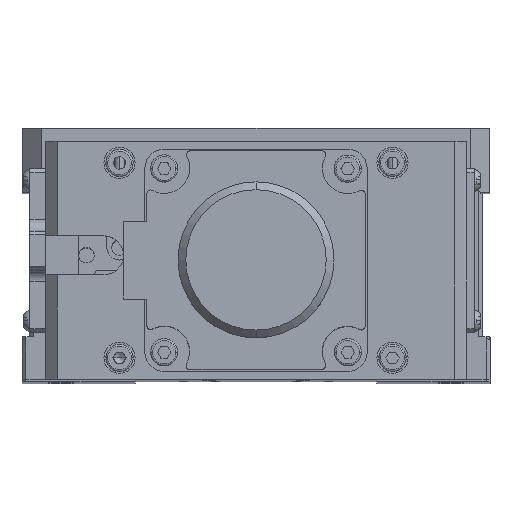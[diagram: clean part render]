
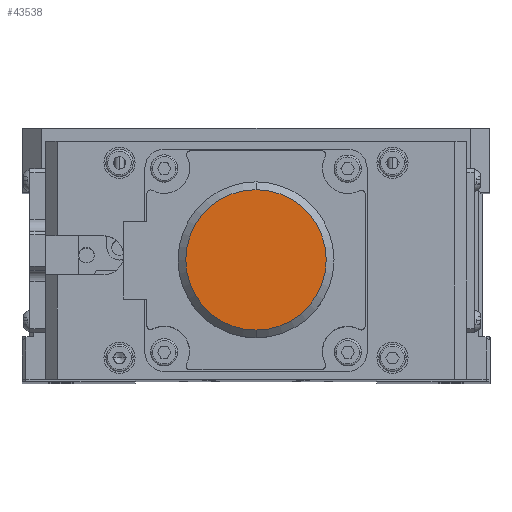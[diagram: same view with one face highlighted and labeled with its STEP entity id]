
A CAD part, top view. The second image highlights one B-rep face of the part: STEP entity #43538.
In plain terms, the highlighted planar face has unit normal (0, 0, 1).
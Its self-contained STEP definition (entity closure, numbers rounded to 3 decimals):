
#1373 = AXIS2_PLACEMENT_3D ( 'NONE', #20978, #38395, #15744 ) ;
#2149 = DIRECTION ( 'NONE',  ( 0., 0., 1. ) ) ;
#5616 = DIRECTION ( 'NONE',  ( 0., 0., 1. ) ) ;
#8126 = CIRCLE ( 'NONE', #25328, 18. ) ;
#8714 = CARTESIAN_POINT ( 'NONE',  ( 0., 31., 269.5 ) ) ;
#11277 = PLANE ( 'NONE',  #1373 ) ;
#11813 = VERTEX_POINT ( 'NONE', #18214 ) ;
#13185 = AXIS2_PLACEMENT_3D ( 'NONE', #50420, #2149, #51172 ) ;
#15270 = ORIENTED_EDGE ( 'NONE', *, *, #38984, .T. ) ;
#15744 = DIRECTION ( 'NONE',  ( 0., 1., 0. ) ) ;
#16057 = EDGE_LOOP ( 'NONE', ( #51031, #15270 ) ) ;
#16679 = EDGE_CURVE ( 'NONE', #11813, #32235, #39362, .T. ) ;
#18214 = CARTESIAN_POINT ( 'NONE',  ( 0., 13., 269.5 ) ) ;
#20978 = CARTESIAN_POINT ( 'NONE',  ( 0., 31., 269.5 ) ) ;
#23492 = DIRECTION ( 'NONE',  ( 0., 1., 0. ) ) ;
#25328 = AXIS2_PLACEMENT_3D ( 'NONE', #8714, #5616, #23492 ) ;
#32235 = VERTEX_POINT ( 'NONE', #46327 ) ;
#38395 = DIRECTION ( 'NONE',  ( 0., 0., 1. ) ) ;
#38984 = EDGE_CURVE ( 'NONE', #32235, #11813, #8126, .T. ) ;
#39362 = CIRCLE ( 'NONE', #13185, 18. ) ;
#43538 = ADVANCED_FACE ( 'NONE', ( #47806 ), #11277, .T. ) ;
#46327 = CARTESIAN_POINT ( 'NONE',  ( 0., 49., 269.5 ) ) ;
#47806 = FACE_OUTER_BOUND ( 'NONE', #16057, .T. ) ;
#50420 = CARTESIAN_POINT ( 'NONE',  ( 0., 31., 269.5 ) ) ;
#51031 = ORIENTED_EDGE ( 'NONE', *, *, #16679, .T. ) ;
#51172 = DIRECTION ( 'NONE',  ( 0., 1., 0. ) ) ;
